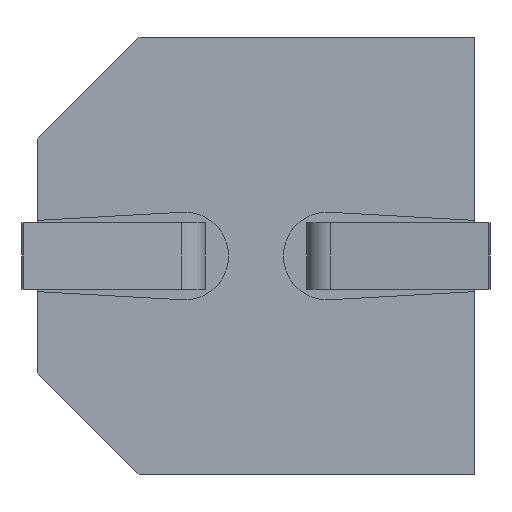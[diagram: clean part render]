
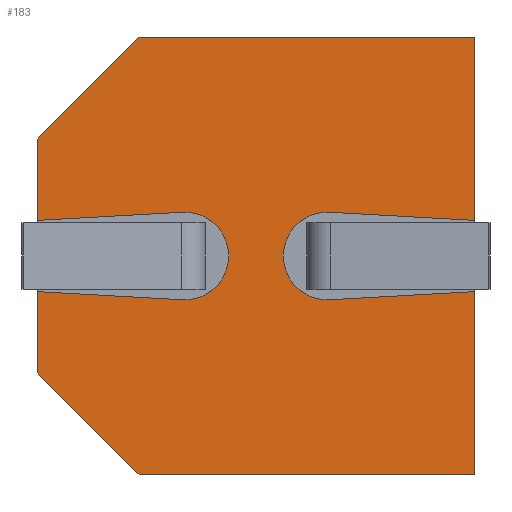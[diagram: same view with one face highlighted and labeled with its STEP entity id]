
A CAD part, front view. The second image highlights one B-rep face of the part: STEP entity #183.
In plain terms, the highlighted planar face has unit normal (0, -1, 0).
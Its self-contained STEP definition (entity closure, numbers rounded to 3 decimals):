
#12 = VERTEX_POINT ( 'NONE', #190 ) ;
#43 = VERTEX_POINT ( 'NONE', #1387 ) ;
#73 = ORIENTED_EDGE ( 'NONE', *, *, #1019, .F. ) ;
#75 = CARTESIAN_POINT ( 'NONE',  ( 0.7, 0.3, 0. ) ) ;
#85 = CARTESIAN_POINT ( 'NONE',  ( -0.724, 0.3, -0.43 ) ) ;
#96 = VECTOR ( 'NONE', #1165, 1000. ) ;
#98 = CARTESIAN_POINT ( 'NONE',  ( 0.7, 0.3, -0.431 ) ) ;
#100 = EDGE_CURVE ( 'NONE', #974, #798, #630, .T. ) ;
#101 = DIRECTION ( 'NONE',  ( -0.998, 0., 0.056 ) ) ;
#122 = CARTESIAN_POINT ( 'NONE',  ( -0.724, 0.3, 0.43 ) ) ;
#136 = ORIENTED_EDGE ( 'NONE', *, *, #783, .F. ) ;
#159 = CARTESIAN_POINT ( 'NONE',  ( 2.15, 0.3, 2.15 ) ) ;
#168 = VERTEX_POINT ( 'NONE', #490 ) ;
#183 = ADVANCED_FACE ( 'NONE', ( #359 ), #2381, .F. ) ;
#184 = VECTOR ( 'NONE', #468, 1000. ) ;
#190 = CARTESIAN_POINT ( 'NONE',  ( 0.7, 0.3, 0.431 ) ) ;
#191 = VERTEX_POINT ( 'NONE', #98 ) ;
#193 = VERTEX_POINT ( 'NONE', #2392 ) ;
#205 = CARTESIAN_POINT ( 'NONE',  ( 0.724, 0.3, -0.43 ) ) ;
#210 = LINE ( 'NONE', #2194, #595 ) ;
#212 = DIRECTION ( 'NONE',  ( 0.998, 0., 0.056 ) ) ;
#217 = CARTESIAN_POINT ( 'NONE',  ( 0.724, 0.3, -0.43 ) ) ;
#227 = CARTESIAN_POINT ( 'NONE',  ( -0.7, 0.3, -0.431 ) ) ;
#254 = ORIENTED_EDGE ( 'NONE', *, *, #2134, .F. ) ;
#289 = VERTEX_POINT ( 'NONE', #708 ) ;
#306 = CARTESIAN_POINT ( 'NONE',  ( -2.15, 0.3, -1.15 ) ) ;
#315 = CARTESIAN_POINT ( 'NONE',  ( 2.15, 0.3, -2.15 ) ) ;
#349 = AXIS2_PLACEMENT_3D ( 'NONE', #1620, #1454, #649 ) ;
#359 = FACE_OUTER_BOUND ( 'NONE', #2409, .T. ) ;
#374 = CARTESIAN_POINT ( 'NONE',  ( 0.7, 0.3, 0. ) ) ;
#376 = CARTESIAN_POINT ( 'NONE',  ( -2.15, 0.3, 2.15 ) ) ;
#402 = VERTEX_POINT ( 'NONE', #159 ) ;
#408 = DIRECTION ( 'NONE',  ( 0., -1., 0. ) ) ;
#468 = DIRECTION ( 'NONE',  ( 0.998, 0., -0.056 ) ) ;
#474 = VECTOR ( 'NONE', #212, 1000. ) ;
#490 = CARTESIAN_POINT ( 'NONE',  ( -0.724, 0.3, -0.43 ) ) ;
#501 = ORIENTED_EDGE ( 'NONE', *, *, #1152, .F. ) ;
#505 = LINE ( 'NONE', #376, #864 ) ;
#533 = EDGE_CURVE ( 'NONE', #402, #1601, #939, .T. ) ;
#546 = DIRECTION ( 'NONE',  ( -0.998, 0., -0.056 ) ) ;
#568 = CARTESIAN_POINT ( 'NONE',  ( -0.724, 0.3, 0.43 ) ) ;
#571 = CARTESIAN_POINT ( 'NONE',  ( 2.15, 0.3, 2.15 ) ) ;
#576 = VERTEX_POINT ( 'NONE', #2130 ) ;
#595 = VECTOR ( 'NONE', #101, 1000. ) ;
#603 = CIRCLE ( 'NONE', #740, 0.431 ) ;
#623 = VECTOR ( 'NONE', #1372, 1000. ) ;
#630 = CIRCLE ( 'NONE', #1040, 0.431 ) ;
#649 = DIRECTION ( 'NONE',  ( 0., 0., 1. ) ) ;
#650 = VECTOR ( 'NONE', #1790, 1000. ) ;
#662 = CARTESIAN_POINT ( 'NONE',  ( -1.15, 0.3, 2.15 ) ) ;
#708 = CARTESIAN_POINT ( 'NONE',  ( 0.724, 0.3, 0.43 ) ) ;
#740 = AXIS2_PLACEMENT_3D ( 'NONE', #1436, #1274, #1655 ) ;
#759 = DIRECTION ( 'NONE',  ( 0., 0., 1. ) ) ;
#760 = ORIENTED_EDGE ( 'NONE', *, *, #2354, .F. ) ;
#765 = VERTEX_POINT ( 'NONE', #1799 ) ;
#783 = EDGE_CURVE ( 'NONE', #191, #1936, #603, .T. ) ;
#798 = VERTEX_POINT ( 'NONE', #122 ) ;
#801 = EDGE_CURVE ( 'NONE', #576, #1459, #1212, .T. ) ;
#802 = DIRECTION ( 'NONE',  ( 0., 0., -1. ) ) ;
#806 = EDGE_CURVE ( 'NONE', #43, #168, #901, .T. ) ;
#836 = EDGE_CURVE ( 'NONE', #193, #2235, #1805, .T. ) ;
#837 = CARTESIAN_POINT ( 'NONE',  ( 2.15, 0.3, 2.15 ) ) ;
#864 = VECTOR ( 'NONE', #759, 1000. ) ;
#901 = LINE ( 'NONE', #85, #184 ) ;
#905 = CARTESIAN_POINT ( 'NONE',  ( -0.7, 0.3, 0. ) ) ;
#937 = EDGE_CURVE ( 'NONE', #1064, #1459, #2335, .T. ) ;
#939 = LINE ( 'NONE', #571, #96 ) ;
#951 = DIRECTION ( 'NONE',  ( 0., -1., 0. ) ) ;
#974 = VERTEX_POINT ( 'NONE', #1536 ) ;
#1000 = DIRECTION ( 'NONE',  ( 0., 0., -1. ) ) ;
#1003 = CARTESIAN_POINT ( 'NONE',  ( -0.7, 0.3, 0. ) ) ;
#1019 = EDGE_CURVE ( 'NONE', #798, #1222, #1302, .T. ) ;
#1040 = AXIS2_PLACEMENT_3D ( 'NONE', #1785, #1190, #1000 ) ;
#1057 = VECTOR ( 'NONE', #2388, 1000. ) ;
#1058 = AXIS2_PLACEMENT_3D ( 'NONE', #1003, #408, #1774 ) ;
#1064 = VERTEX_POINT ( 'NONE', #1722 ) ;
#1078 = DIRECTION ( 'NONE',  ( 0.707, 0., -0.707 ) ) ;
#1152 = EDGE_CURVE ( 'NONE', #1222, #2235, #1686, .T. ) ;
#1165 = DIRECTION ( 'NONE',  ( 0., 0., -1. ) ) ;
#1185 = CARTESIAN_POINT ( 'NONE',  ( 2.15, 0.3, 2.15 ) ) ;
#1190 = DIRECTION ( 'NONE',  ( 0., -1., 0. ) ) ;
#1202 = EDGE_CURVE ( 'NONE', #193, #402, #1895, .T. ) ;
#1212 = LINE ( 'NONE', #306, #1307 ) ;
#1222 = VERTEX_POINT ( 'NONE', #1987 ) ;
#1231 = LINE ( 'NONE', #1185, #1621 ) ;
#1234 = LINE ( 'NONE', #217, #474 ) ;
#1274 = DIRECTION ( 'NONE',  ( 0., -1., 0. ) ) ;
#1279 = ORIENTED_EDGE ( 'NONE', *, *, #2261, .F. ) ;
#1302 = LINE ( 'NONE', #568, #1365 ) ;
#1307 = VECTOR ( 'NONE', #1078, 1000. ) ;
#1310 = AXIS2_PLACEMENT_3D ( 'NONE', #75, #1806, #1626 ) ;
#1328 = CIRCLE ( 'NONE', #1658, 0.431 ) ;
#1365 = VECTOR ( 'NONE', #546, 1000. ) ;
#1372 = DIRECTION ( 'NONE',  ( 0., 0., 1. ) ) ;
#1382 = CARTESIAN_POINT ( 'NONE',  ( -2.15, 0.3, 2.15 ) ) ;
#1387 = CARTESIAN_POINT ( 'NONE',  ( -2.15, 0.3, -0.35 ) ) ;
#1388 = CIRCLE ( 'NONE', #1058, 0.431 ) ;
#1405 = ORIENTED_EDGE ( 'NONE', *, *, #2105, .F. ) ;
#1430 = ORIENTED_EDGE ( 'NONE', *, *, #2415, .F. ) ;
#1436 = CARTESIAN_POINT ( 'NONE',  ( 0.7, 0.3, 0. ) ) ;
#1454 = DIRECTION ( 'NONE',  ( 0., 1., 0. ) ) ;
#1459 = VERTEX_POINT ( 'NONE', #1858 ) ;
#1489 = ORIENTED_EDGE ( 'NONE', *, *, #801, .T. ) ;
#1512 = CARTESIAN_POINT ( 'NONE',  ( 2.15, 0.3, 0.35 ) ) ;
#1536 = CARTESIAN_POINT ( 'NONE',  ( -0.7, 0.3, 0.431 ) ) ;
#1601 = VERTEX_POINT ( 'NONE', #1512 ) ;
#1618 = CIRCLE ( 'NONE', #2185, 0.431 ) ;
#1620 = CARTESIAN_POINT ( 'NONE',  ( 0., 0.3, 0. ) ) ;
#1621 = VECTOR ( 'NONE', #802, 1000. ) ;
#1626 = DIRECTION ( 'NONE',  ( 0., 0., 1. ) ) ;
#1655 = DIRECTION ( 'NONE',  ( 0., 0., 1. ) ) ;
#1658 = AXIS2_PLACEMENT_3D ( 'NONE', #905, #2032, #2222 ) ;
#1667 = ORIENTED_EDGE ( 'NONE', *, *, #806, .F. ) ;
#1668 = DIRECTION ( 'NONE',  ( -1., 0., 0. ) ) ;
#1683 = EDGE_CURVE ( 'NONE', #1936, #765, #1234, .T. ) ;
#1686 = LINE ( 'NONE', #1382, #623 ) ;
#1722 = CARTESIAN_POINT ( 'NONE',  ( 2.15, 0.3, -2.15 ) ) ;
#1774 = DIRECTION ( 'NONE',  ( 0., 0., -1. ) ) ;
#1785 = CARTESIAN_POINT ( 'NONE',  ( -0.7, 0.3, 0. ) ) ;
#1790 = DIRECTION ( 'NONE',  ( 1., 0., 0. ) ) ;
#1799 = CARTESIAN_POINT ( 'NONE',  ( 2.15, 0.3, -0.35 ) ) ;
#1805 = LINE ( 'NONE', #662, #1057 ) ;
#1806 = DIRECTION ( 'NONE',  ( 0., -1., 0. ) ) ;
#1858 = CARTESIAN_POINT ( 'NONE',  ( -1.15, 0.3, -2.15 ) ) ;
#1877 = ORIENTED_EDGE ( 'NONE', *, *, #2098, .F. ) ;
#1895 = LINE ( 'NONE', #837, #650 ) ;
#1896 = VECTOR ( 'NONE', #1668, 1000. ) ;
#1915 = ORIENTED_EDGE ( 'NONE', *, *, #1202, .F. ) ;
#1918 = CIRCLE ( 'NONE', #1310, 0.431 ) ;
#1936 = VERTEX_POINT ( 'NONE', #205 ) ;
#1967 = ORIENTED_EDGE ( 'NONE', *, *, #1683, .F. ) ;
#1987 = CARTESIAN_POINT ( 'NONE',  ( -2.15, 0.3, 0.35 ) ) ;
#2013 = EDGE_CURVE ( 'NONE', #576, #43, #505, .T. ) ;
#2032 = DIRECTION ( 'NONE',  ( 0., -1., 0. ) ) ;
#2051 = ORIENTED_EDGE ( 'NONE', *, *, #2013, .F. ) ;
#2098 = EDGE_CURVE ( 'NONE', #2115, #974, #1388, .T. ) ;
#2105 = EDGE_CURVE ( 'NONE', #765, #1064, #1231, .T. ) ;
#2115 = VERTEX_POINT ( 'NONE', #227 ) ;
#2130 = CARTESIAN_POINT ( 'NONE',  ( -2.15, 0.3, -1.15 ) ) ;
#2134 = EDGE_CURVE ( 'NONE', #1601, #289, #210, .T. ) ;
#2172 = ORIENTED_EDGE ( 'NONE', *, *, #937, .F. ) ;
#2185 = AXIS2_PLACEMENT_3D ( 'NONE', #374, #951, #2258 ) ;
#2194 = CARTESIAN_POINT ( 'NONE',  ( 0.724, 0.3, 0.43 ) ) ;
#2222 = DIRECTION ( 'NONE',  ( 0., 0., -1. ) ) ;
#2235 = VERTEX_POINT ( 'NONE', #2364 ) ;
#2258 = DIRECTION ( 'NONE',  ( 0., 0., 1. ) ) ;
#2261 = EDGE_CURVE ( 'NONE', #289, #12, #1918, .T. ) ;
#2262 = ORIENTED_EDGE ( 'NONE', *, *, #836, .T. ) ;
#2321 = ORIENTED_EDGE ( 'NONE', *, *, #533, .F. ) ;
#2335 = LINE ( 'NONE', #315, #1896 ) ;
#2343 = ORIENTED_EDGE ( 'NONE', *, *, #100, .F. ) ;
#2354 = EDGE_CURVE ( 'NONE', #168, #2115, #1328, .T. ) ;
#2364 = CARTESIAN_POINT ( 'NONE',  ( -2.15, 0.3, 1.15 ) ) ;
#2381 = PLANE ( 'NONE',  #349 ) ;
#2388 = DIRECTION ( 'NONE',  ( -0.707, 0., -0.707 ) ) ;
#2392 = CARTESIAN_POINT ( 'NONE',  ( -1.15, 0.3, 2.15 ) ) ;
#2409 = EDGE_LOOP ( 'NONE', ( #760, #1667, #2051, #1489, #2172, #1405, #1967, #136, #1430, #1279, #254, #2321, #1915, #2262, #501, #73, #2343, #1877 ) ) ;
#2415 = EDGE_CURVE ( 'NONE', #12, #191, #1618, .T. ) ;
